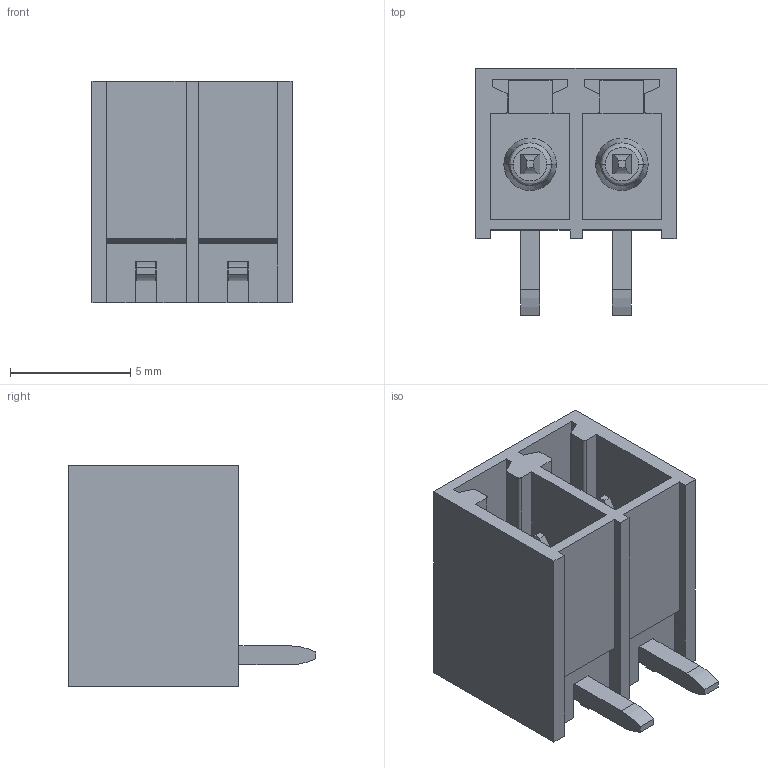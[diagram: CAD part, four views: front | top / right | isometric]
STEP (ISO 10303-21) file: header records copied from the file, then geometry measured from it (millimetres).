
FILE_DESCRIPTION (( 'STEP AP214' ), '1' );
FILE_NAME ('2EDG3.81-2P.STEP', '2016-09-06T01:56:23', ( '' ), ( '' ), 'SwSTEP 2.0', 'SolidWorks 2016', '' );
FILE_SCHEMA (( 'AUTOMOTIVE_DESIGN' ));
Length unit declared in the file: millimetre
Products named in the file (1): 2EDG3.81-2P
Bounding box: 8.31 x 10.27 x 9.2 mm (x, y, z)
Volume: 239.3 mm3; surface area: 850.2 mm2
Topology: 1 solids, 1 shells, 148 faces, 408 edges, 268 vertices
Faces by surface type: plane 118, cylinder 22, bspline 4, cone 4
Entity records: 6358 total; most frequent: CARTESIAN_POINT 921, ORIENTED_EDGE 816, DIRECTION 734, EDGE_CURVE 408, LINE 348, VECTOR 348, VERTEX_POINT 268, AXIS2_PLACEMENT_3D 193
